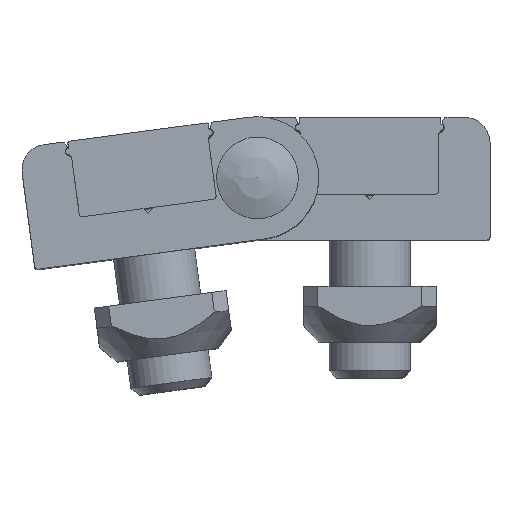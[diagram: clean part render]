
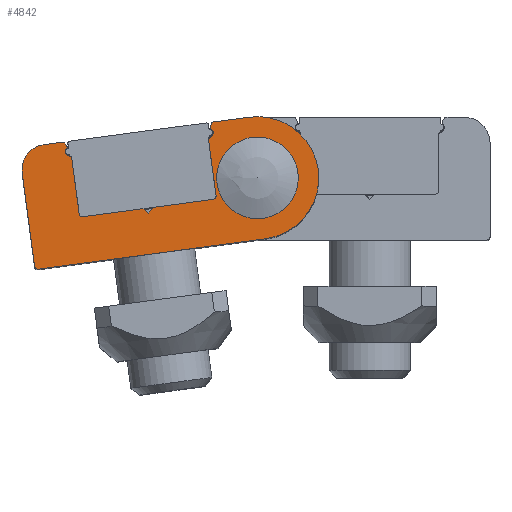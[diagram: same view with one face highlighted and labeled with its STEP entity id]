
A CAD part, top view. The second image highlights one B-rep face of the part: STEP entity #4842.
In plain terms, the highlighted face is planar.
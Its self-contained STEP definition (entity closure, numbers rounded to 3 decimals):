
#111=FACE_BOUND('',#734,.T.);
#194=PLANE('',#5382);
#448=FACE_OUTER_BOUND('',#733,.T.);
#733=EDGE_LOOP('',(#3674,#3675,#3676,#3677,#3678,#3679,#3680,#3681,#3682,
#3683,#3684,#3685,#3686,#3687,#3688,#3689,#3690,#3691,#3692,#3693,#3694,
#3695,#3696,#3697,#3698));
#734=EDGE_LOOP('',(#3699));
#1080=LINE('',#7789,#1542);
#1085=LINE('',#7798,#1547);
#1089=LINE('',#7806,#1551);
#1091=LINE('',#7811,#1553);
#1092=LINE('',#7815,#1554);
#1093=LINE('',#7819,#1555);
#1094=LINE('',#7827,#1556);
#1095=LINE('',#7830,#1557);
#1096=LINE('',#7834,#1558);
#1097=LINE('',#7842,#1559);
#1098=LINE('',#7846,#1560);
#1099=LINE('',#7850,#1561);
#1542=VECTOR('',#6176,10.);
#1547=VECTOR('',#6185,10.);
#1551=VECTOR('',#6193,10.);
#1553=VECTOR('',#6197,10.);
#1554=VECTOR('',#6200,10.);
#1555=VECTOR('',#6203,10.);
#1556=VECTOR('',#6210,10.);
#1557=VECTOR('',#6213,10.);
#1558=VECTOR('',#6216,10.);
#1559=VECTOR('',#6223,10.);
#1560=VECTOR('',#6226,10.);
#1561=VECTOR('',#6229,10.);
#1941=CIRCLE('',#5383,6.);
#1942=CIRCLE('',#5384,0.2);
#1943=CIRCLE('',#5385,0.2);
#1944=CIRCLE('',#5386,0.5);
#1945=CIRCLE('',#5387,0.2);
#1946=CIRCLE('',#5388,0.3);
#1947=CIRCLE('',#5389,0.3);
#1948=CIRCLE('',#5390,0.2);
#1949=CIRCLE('',#5391,0.5);
#1950=CIRCLE('',#5392,0.2);
#1951=CIRCLE('',#5393,0.2);
#1952=CIRCLE('',#5394,2.5);
#1953=CIRCLE('',#5395,0.3);
#1954=CIRCLE('',#5396,3.);
#2245=VERTEX_POINT('',#7786);
#2246=VERTEX_POINT('',#7788);
#2248=VERTEX_POINT('',#7797);
#2250=VERTEX_POINT('',#7805);
#2251=VERTEX_POINT('',#7809);
#2252=VERTEX_POINT('',#7810);
#2253=VERTEX_POINT('',#7812);
#2254=VERTEX_POINT('',#7814);
#2255=VERTEX_POINT('',#7816);
#2256=VERTEX_POINT('',#7818);
#2257=VERTEX_POINT('',#7820);
#2258=VERTEX_POINT('',#7822);
#2259=VERTEX_POINT('',#7824);
#2260=VERTEX_POINT('',#7826);
#2261=VERTEX_POINT('',#7828);
#2262=VERTEX_POINT('',#7831);
#2263=VERTEX_POINT('',#7833);
#2264=VERTEX_POINT('',#7835);
#2265=VERTEX_POINT('',#7837);
#2266=VERTEX_POINT('',#7839);
#2267=VERTEX_POINT('',#7841);
#2268=VERTEX_POINT('',#7843);
#2269=VERTEX_POINT('',#7845);
#2270=VERTEX_POINT('',#7847);
#2271=VERTEX_POINT('',#7849);
#2272=VERTEX_POINT('',#7852);
#2759=EDGE_CURVE('',#2245,#2246,#1080,.T.);
#2764=EDGE_CURVE('',#2246,#2248,#1085,.T.);
#2768=EDGE_CURVE('',#2248,#2250,#1089,.T.);
#2770=EDGE_CURVE('',#2251,#2252,#1091,.T.);
#2771=EDGE_CURVE('',#2253,#2251,#1941,.T.);
#2772=EDGE_CURVE('',#2254,#2253,#1092,.T.);
#2773=EDGE_CURVE('',#2255,#2254,#1942,.T.);
#2774=EDGE_CURVE('',#2256,#2255,#1093,.T.);
#2775=EDGE_CURVE('',#2257,#2256,#1943,.T.);
#2776=EDGE_CURVE('',#2258,#2257,#1944,.T.);
#2777=EDGE_CURVE('',#2259,#2258,#1945,.T.);
#2778=EDGE_CURVE('',#2260,#2259,#1094,.T.);
#2779=EDGE_CURVE('',#2261,#2260,#1946,.T.);
#2780=EDGE_CURVE('',#2250,#2261,#1095,.T.);
#2781=EDGE_CURVE('',#2262,#2245,#1947,.T.);
#2782=EDGE_CURVE('',#2263,#2262,#1096,.T.);
#2783=EDGE_CURVE('',#2264,#2263,#1948,.T.);
#2784=EDGE_CURVE('',#2265,#2264,#1949,.T.);
#2785=EDGE_CURVE('',#2266,#2265,#1950,.T.);
#2786=EDGE_CURVE('',#2267,#2266,#1097,.T.);
#2787=EDGE_CURVE('',#2268,#2267,#1951,.T.);
#2788=EDGE_CURVE('',#2269,#2268,#1098,.T.);
#2789=EDGE_CURVE('',#2270,#2269,#1952,.T.);
#2790=EDGE_CURVE('',#2271,#2270,#1099,.T.);
#2791=EDGE_CURVE('',#2252,#2271,#1953,.T.);
#2792=EDGE_CURVE('',#2272,#2272,#1954,.T.);
#3674=ORIENTED_EDGE('',*,*,#2770,.F.);
#3675=ORIENTED_EDGE('',*,*,#2771,.F.);
#3676=ORIENTED_EDGE('',*,*,#2772,.F.);
#3677=ORIENTED_EDGE('',*,*,#2773,.F.);
#3678=ORIENTED_EDGE('',*,*,#2774,.F.);
#3679=ORIENTED_EDGE('',*,*,#2775,.F.);
#3680=ORIENTED_EDGE('',*,*,#2776,.F.);
#3681=ORIENTED_EDGE('',*,*,#2777,.F.);
#3682=ORIENTED_EDGE('',*,*,#2778,.F.);
#3683=ORIENTED_EDGE('',*,*,#2779,.F.);
#3684=ORIENTED_EDGE('',*,*,#2780,.F.);
#3685=ORIENTED_EDGE('',*,*,#2768,.F.);
#3686=ORIENTED_EDGE('',*,*,#2764,.F.);
#3687=ORIENTED_EDGE('',*,*,#2759,.F.);
#3688=ORIENTED_EDGE('',*,*,#2781,.F.);
#3689=ORIENTED_EDGE('',*,*,#2782,.F.);
#3690=ORIENTED_EDGE('',*,*,#2783,.F.);
#3691=ORIENTED_EDGE('',*,*,#2784,.F.);
#3692=ORIENTED_EDGE('',*,*,#2785,.F.);
#3693=ORIENTED_EDGE('',*,*,#2786,.F.);
#3694=ORIENTED_EDGE('',*,*,#2787,.F.);
#3695=ORIENTED_EDGE('',*,*,#2788,.F.);
#3696=ORIENTED_EDGE('',*,*,#2789,.F.);
#3697=ORIENTED_EDGE('',*,*,#2790,.F.);
#3698=ORIENTED_EDGE('',*,*,#2791,.F.);
#3699=ORIENTED_EDGE('',*,*,#2792,.T.);
#4842=ADVANCED_FACE('',(#448,#111),#194,.F.);
#5382=AXIS2_PLACEMENT_3D('',#7808,#6195,#6196);
#5383=AXIS2_PLACEMENT_3D('',#7813,#6198,#6199);
#5384=AXIS2_PLACEMENT_3D('',#7817,#6201,#6202);
#5385=AXIS2_PLACEMENT_3D('',#7821,#6204,#6205);
#5386=AXIS2_PLACEMENT_3D('',#7823,#6206,#6207);
#5387=AXIS2_PLACEMENT_3D('',#7825,#6208,#6209);
#5388=AXIS2_PLACEMENT_3D('',#7829,#6211,#6212);
#5389=AXIS2_PLACEMENT_3D('',#7832,#6214,#6215);
#5390=AXIS2_PLACEMENT_3D('',#7836,#6217,#6218);
#5391=AXIS2_PLACEMENT_3D('',#7838,#6219,#6220);
#5392=AXIS2_PLACEMENT_3D('',#7840,#6221,#6222);
#5393=AXIS2_PLACEMENT_3D('',#7844,#6224,#6225);
#5394=AXIS2_PLACEMENT_3D('',#7848,#6227,#6228);
#5395=AXIS2_PLACEMENT_3D('',#7851,#6230,#6231);
#5396=AXIS2_PLACEMENT_3D('',#7853,#6232,#6233);
#6176=DIRECTION('',(-1.,0.,0.));
#6185=DIRECTION('',(-0.707,-0.707,0.));
#6193=DIRECTION('',(-0.707,0.707,0.));
#6195=DIRECTION('center_axis',(0.,0.,1.));
#6196=DIRECTION('ref_axis',(1.,0.,0.));
#6197=DIRECTION('',(1.,0.,0.));
#6198=DIRECTION('center_axis',(0.,0.,1.));
#6199=DIRECTION('ref_axis',(0.,-1.,0.));
#6200=DIRECTION('',(-1.,0.,0.));
#6201=DIRECTION('center_axis',(0.,0.,1.));
#6202=DIRECTION('ref_axis',(-0.866,-0.5,0.));
#6203=DIRECTION('',(-0.5,0.866,0.));
#6204=DIRECTION('center_axis',(0.,0.,1.));
#6205=DIRECTION('ref_axis',(-0.727,0.687,0.));
#6206=DIRECTION('center_axis',(0.,0.,-1.));
#6207=DIRECTION('ref_axis',(-0.727,0.687,0.));
#6208=DIRECTION('center_axis',(0.,0.,1.));
#6209=DIRECTION('ref_axis',(-1.,0.,0.));
#6210=DIRECTION('',(0.,1.,0.));
#6211=DIRECTION('center_axis',(0.,0.,-1.));
#6212=DIRECTION('ref_axis',(-1.,0.,0.));
#6213=DIRECTION('',(-1.,0.,0.));
#6214=DIRECTION('center_axis',(0.,0.,-1.));
#6215=DIRECTION('ref_axis',(0.,-1.,0.));
#6216=DIRECTION('',(0.,-1.,0.));
#6217=DIRECTION('center_axis',(0.,0.,1.));
#6218=DIRECTION('ref_axis',(0.286,-0.958,0.));
#6219=DIRECTION('center_axis',(0.,0.,-1.));
#6220=DIRECTION('ref_axis',(0.286,-0.958,0.));
#6221=DIRECTION('center_axis',(0.,0.,1.));
#6222=DIRECTION('ref_axis',(0.866,-0.5,0.));
#6223=DIRECTION('',(-0.5,-0.866,0.));
#6224=DIRECTION('center_axis',(0.,0.,1.));
#6225=DIRECTION('ref_axis',(0.,-1.,0.));
#6226=DIRECTION('',(-1.,0.,0.));
#6227=DIRECTION('center_axis',(0.,0.,1.));
#6228=DIRECTION('ref_axis',(-1.,0.,0.));
#6229=DIRECTION('',(0.,1.,0.));
#6230=DIRECTION('center_axis',(0.,0.,1.));
#6231=DIRECTION('ref_axis',(0.,1.,0.));
#6232=DIRECTION('center_axis',(0.,0.,1.));
#6233=DIRECTION('ref_axis',(-1.,0.,0.));
#7786=CARTESIAN_POINT('',(6.45,3.,-20.));
#7788=CARTESIAN_POINT('',(0.5,3.,-20.));
#7789=CARTESIAN_POINT('',(0.5,3.,-20.));
#7797=CARTESIAN_POINT('',(0.,2.5,-20.));
#7798=CARTESIAN_POINT('',(0.,2.5,-20.));
#7805=CARTESIAN_POINT('',(-0.5,3.,-20.));
#7806=CARTESIAN_POINT('',(-0.5,3.,-20.));
#7808=CARTESIAN_POINT('Origin',(-1.397,3.339,-20.));
#7809=CARTESIAN_POINT('',(-11.,-1.5,-20.));
#7810=CARTESIAN_POINT('',(11.45,-1.5,-20.));
#7811=CARTESIAN_POINT('',(11.45,-1.5,-20.));
#7812=CARTESIAN_POINT('',(-11.,10.5,-20.));
#7813=CARTESIAN_POINT('Origin',(-11.,4.5,-20.));
#7814=CARTESIAN_POINT('',(-7.443,10.5,-20.));
#7815=CARTESIAN_POINT('',(-11.653,10.5,-20.));
#7816=CARTESIAN_POINT('',(-7.27,10.4,-20.));
#7817=CARTESIAN_POINT('Origin',(-7.443,10.3,-20.));
#7818=CARTESIAN_POINT('',(-7.085,10.081,-20.));
#7819=CARTESIAN_POINT('',(-7.27,10.4,-20.));
#7820=CARTESIAN_POINT('',(-7.113,9.844,-20.));
#7821=CARTESIAN_POINT('Origin',(-7.259,9.981,-20.));
#7822=CARTESIAN_POINT('',(-6.893,9.021,-20.));
#7823=CARTESIAN_POINT('Origin',(-6.75,9.5,-20.));
#7824=CARTESIAN_POINT('',(-6.75,8.829,-20.));
#7825=CARTESIAN_POINT('Origin',(-6.95,8.829,-20.));
#7826=CARTESIAN_POINT('',(-6.75,3.3,-20.));
#7827=CARTESIAN_POINT('',(-6.75,8.829,-20.));
#7828=CARTESIAN_POINT('',(-6.45,3.,-20.));
#7829=CARTESIAN_POINT('Origin',(-6.45,3.3,-20.));
#7830=CARTESIAN_POINT('',(-6.45,3.,-20.));
#7831=CARTESIAN_POINT('',(6.75,3.3,-20.));
#7832=CARTESIAN_POINT('Origin',(6.45,3.3,-20.));
#7833=CARTESIAN_POINT('',(6.75,8.829,-20.));
#7834=CARTESIAN_POINT('',(6.75,3.3,-20.));
#7835=CARTESIAN_POINT('',(6.893,9.021,-20.));
#7836=CARTESIAN_POINT('Origin',(6.95,8.829,-20.));
#7837=CARTESIAN_POINT('',(7.113,9.844,-20.));
#7838=CARTESIAN_POINT('Origin',(6.75,9.5,-20.));
#7839=CARTESIAN_POINT('',(7.085,10.081,-20.));
#7840=CARTESIAN_POINT('Origin',(7.259,9.981,-20.));
#7841=CARTESIAN_POINT('',(7.27,10.4,-20.));
#7842=CARTESIAN_POINT('',(7.085,10.081,-20.));
#7843=CARTESIAN_POINT('',(7.443,10.5,-20.));
#7844=CARTESIAN_POINT('Origin',(7.443,10.3,-20.));
#7845=CARTESIAN_POINT('',(9.25,10.5,-20.));
#7846=CARTESIAN_POINT('',(7.443,10.5,-20.));
#7847=CARTESIAN_POINT('',(11.75,8.,-20.));
#7848=CARTESIAN_POINT('Origin',(9.25,8.,-20.));
#7849=CARTESIAN_POINT('',(11.75,-1.2,-20.));
#7850=CARTESIAN_POINT('',(11.75,8.,-20.));
#7851=CARTESIAN_POINT('Origin',(11.45,-1.2,-20.));
#7852=CARTESIAN_POINT('',(-8.,4.5,-20.));
#7853=CARTESIAN_POINT('Origin',(-11.,4.5,-20.));
